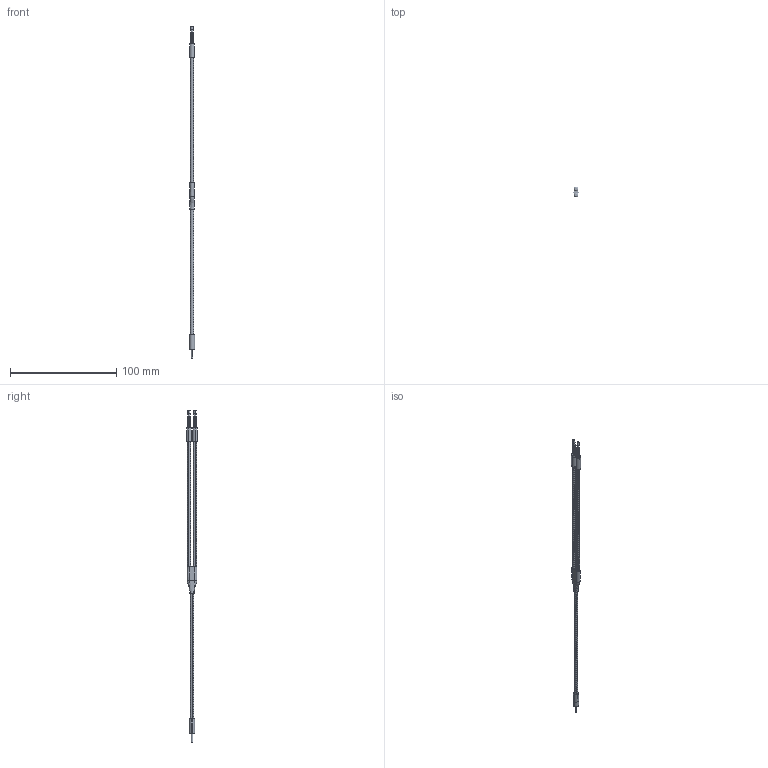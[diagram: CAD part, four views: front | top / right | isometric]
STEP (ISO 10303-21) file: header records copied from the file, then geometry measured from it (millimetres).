
FILE_DESCRIPTION((''),'2;1');
FILE_NAME('192770_ASM','2016-02-09T',('pdmadmin'),(''),'PRO/ENGINEER BY PARAMETRIC TECHNOLOGY CORPORATION, 2013230','PRO/ENGINEER BY PARAMETRIC TECHNOLOGY CORPORATION, 2013230','');
FILE_SCHEMA(('CONFIG_CONTROL_DESIGN'));
Length unit declared in the file: millimetre
Products named in the file (10): 35315_AF0; 35314_AF0; 34647_AF0; 110534; 111770; 110533; 110532; FIBER_CORE_-5_45_DEG; 79048_ASM; 192770_ASM
Assembly tree (12 placements, depth 3):
  192770_ASM
    79048_ASM
      35315_AF0
      35314_AF0
      34647_AF0
      110534
      111770
      110533  x2
      110532  x2
      FIBER_CORE_-5_45_DEG  x2
Bounding box: 4.83 x 10.29 x 313.17 mm (x, y, z)
Volume: 1823.5 mm3; surface area: 15689.8 mm2
Topology: 14 solids, 14 shells, 1084 faces, 2174 edges, 1116 vertices
Faces by surface type: torus 400, cone 272, bspline 200, cylinder 178, plane 34
Entity records: 40884 total; most frequent: CARTESIAN_POINT 28398, DIRECTION 2740, ORIENTED_EDGE 2440, EDGE_CURVE 1220, AXIS2_PLACEMENT_3D 1173, CIRCLE 672, VERTEX_POINT 632, EDGE_LOOP 620
